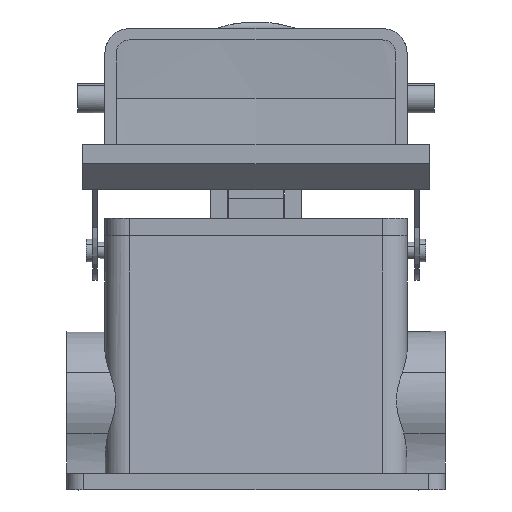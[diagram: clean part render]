
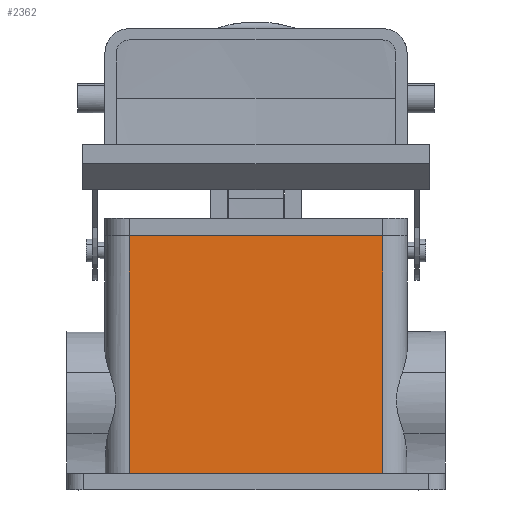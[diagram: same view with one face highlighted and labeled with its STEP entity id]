
A CAD part, left-side view. The second image highlights one B-rep face of the part: STEP entity #2362.
In plain terms, the highlighted planar face has unit normal (-0.999, 0, 0.035).
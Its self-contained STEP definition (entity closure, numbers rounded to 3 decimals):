
#2354=AXIS2_PLACEMENT_3D('Plane Axis2P3D',#2351,#2352,#2353) ;
#946=CARTESIAN_POINT('Vertex',(15.933,19.35,5.)) ;
#949=CARTESIAN_POINT('Line Origine',(15.933,58.5,5.)) ;
#953=CARTESIAN_POINT('Vertex',(15.933,97.65,5.)) ;
#1365=CARTESIAN_POINT('Line Origine',(18.5,58.5,78.5)) ;
#1369=CARTESIAN_POINT('Vertex',(18.5,97.65,78.5)) ;
#1371=CARTESIAN_POINT('Vertex',(18.5,19.35,78.5)) ;
#1726=CARTESIAN_POINT('Line Origine',(17.169,97.65,40.381)) ;
#2336=CARTESIAN_POINT('Line Origine',(17.169,19.35,40.381)) ;
#2351=CARTESIAN_POINT('Axis2P3D Location',(18.5,58.5,78.5)) ;
#950=DIRECTION('Vector Direction',(0.,1.,0.)) ;
#1366=DIRECTION('Vector Direction',(0.,1.,0.)) ;
#1727=DIRECTION('Vector Direction',(0.035,0.,0.999)) ;
#2337=DIRECTION('Vector Direction',(0.035,0.,0.999)) ;
#2352=DIRECTION('Axis2P3D Direction',(-0.999,0.,0.035)) ;
#2353=DIRECTION('Axis2P3D XDirection',(0.,1.,0.)) ;
#951=VECTOR('Line Direction',#950,1.) ;
#1367=VECTOR('Line Direction',#1366,1.) ;
#1728=VECTOR('Line Direction',#1727,1.) ;
#2338=VECTOR('Line Direction',#2337,1.) ;
#2357=ORIENTED_EDGE('',*,*,#2340,.F.) ;
#2358=ORIENTED_EDGE('',*,*,#1373,.F.) ;
#2359=ORIENTED_EDGE('',*,*,#1730,.F.) ;
#2360=ORIENTED_EDGE('',*,*,#955,.F.) ;
#2362=ADVANCED_FACE('Housing',(#2361),#2355,.T.) ;
#955=EDGE_CURVE('',#947,#954,#952,.T.) ;
#1373=EDGE_CURVE('',#1370,#1372,#1368,.F.) ;
#1730=EDGE_CURVE('',#954,#1370,#1729,.T.) ;
#2340=EDGE_CURVE('',#1372,#947,#2339,.F.) ;
#2356=EDGE_LOOP('',(#2357,#2358,#2359,#2360)) ;
#2361=FACE_OUTER_BOUND('',#2356,.T.) ;
#952=LINE('Line',#949,#951) ;
#1368=LINE('Line',#1365,#1367) ;
#1729=LINE('Line',#1726,#1728) ;
#2339=LINE('Line',#2336,#2338) ;
#2355=PLANE('',#2354) ;
#947=VERTEX_POINT('',#946) ;
#954=VERTEX_POINT('',#953) ;
#1370=VERTEX_POINT('',#1369) ;
#1372=VERTEX_POINT('',#1371) ;
